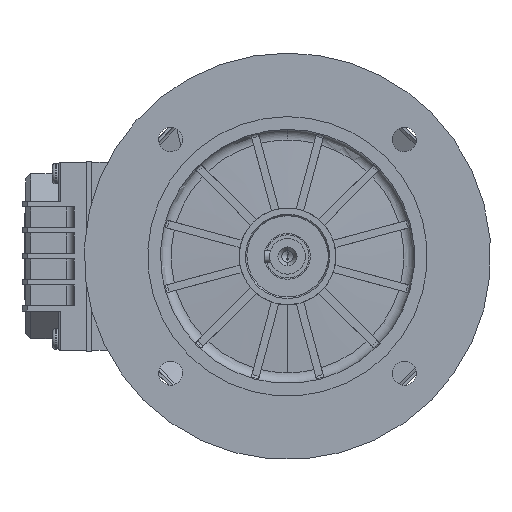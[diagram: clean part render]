
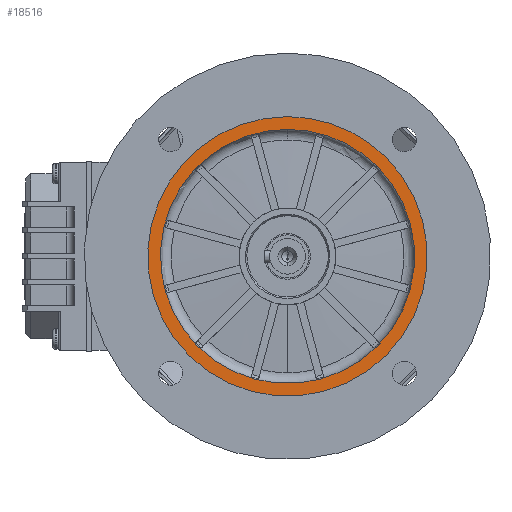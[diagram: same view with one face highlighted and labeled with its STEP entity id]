
A CAD part, left-side view. The second image highlights one B-rep face of the part: STEP entity #18516.
In plain terms, the highlighted planar face has unit normal (-1, 0, 0).
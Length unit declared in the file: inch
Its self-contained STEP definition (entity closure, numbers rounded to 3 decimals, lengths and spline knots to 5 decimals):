
#3293 = EDGE_LOOP ( 'NONE', ( #118461, #93074, #124420 ) ) ;
#6328 = CARTESIAN_POINT ( 'NONE',  ( -3.70079, 0., 0. ) ) ;
#7231 = CARTESIAN_POINT ( 'NONE',  ( -3.70079, 1.53114, -1.53114 ) ) ;
#10475 = VERTEX_POINT ( 'NONE', #35323 ) ;
#12773 = CIRCLE ( 'NONE', #69406, 2.16535 ) ;
#15833 = DIRECTION ( 'NONE',  ( 0., 0., 1. ) ) ;
#18516 = ADVANCED_FACE ( 'NONE', ( #42298, #22054 ), #33434, .T. ) ;
#20097 = ORIENTED_EDGE ( 'NONE', *, *, #49749, .F. ) ;
#22054 = FACE_BOUND ( 'NONE', #3293, .T. ) ;
#22210 = AXIS2_PLACEMENT_3D ( 'NONE', #103612, #26501, #121374 ) ;
#26047 = DIRECTION ( 'NONE',  ( 0., 0., 1. ) ) ;
#26501 = DIRECTION ( 'NONE',  ( 1., 0., 0. ) ) ;
#31417 = CIRCLE ( 'NONE', #120310, 1.9685 ) ;
#31658 = EDGE_CURVE ( 'NONE', #95020, #10475, #80682, .T. ) ;
#32814 = DIRECTION ( 'NONE',  ( 0., 0., 1. ) ) ;
#33434 = PLANE ( 'NONE',  #112347 ) ;
#34463 = EDGE_LOOP ( 'NONE', ( #111100, #20097, #81547 ) ) ;
#35323 = CARTESIAN_POINT ( 'NONE',  ( -3.70079, 0., 1.9685 ) ) ;
#36057 = DIRECTION ( 'NONE',  ( 1., 0., 0. ) ) ;
#36287 = AXIS2_PLACEMENT_3D ( 'NONE', #73494, #82360, #26047 ) ;
#36825 = CARTESIAN_POINT ( 'NONE',  ( -3.70079, 0., 2.16535 ) ) ;
#38830 = DIRECTION ( 'NONE',  ( 0., 0., 1. ) ) ;
#38931 = CIRCLE ( 'NONE', #109596, 2.16535 ) ;
#42298 = FACE_OUTER_BOUND ( 'NONE', #34463, .T. ) ;
#42932 = DIRECTION ( 'NONE',  ( 0., 0., 1. ) ) ;
#49749 = EDGE_CURVE ( 'NONE', #104194, #96957, #12773, .T. ) ;
#52545 = CIRCLE ( 'NONE', #22210, 1.9685 ) ;
#53018 = DIRECTION ( 'NONE',  ( -1., 0., 0. ) ) ;
#58440 = DIRECTION ( 'NONE',  ( 1., 0., 0. ) ) ;
#59191 = VERTEX_POINT ( 'NONE', #74840 ) ;
#62530 = CARTESIAN_POINT ( 'NONE',  ( -3.70079, 1.39194, 1.39194 ) ) ;
#69406 = AXIS2_PLACEMENT_3D ( 'NONE', #89380, #58440, #38830 ) ;
#73494 = CARTESIAN_POINT ( 'NONE',  ( -3.70079, 0., 0. ) ) ;
#74840 = CARTESIAN_POINT ( 'NONE',  ( -3.70079, -1.39194, 1.39194 ) ) ;
#75201 = EDGE_CURVE ( 'NONE', #117498, #104194, #114234, .T. ) ;
#77278 = CARTESIAN_POINT ( 'NONE',  ( -3.70079, 0., 0. ) ) ;
#80682 = CIRCLE ( 'NONE', #36287, 1.9685 ) ;
#81547 = ORIENTED_EDGE ( 'NONE', *, *, #75201, .F. ) ;
#82360 = DIRECTION ( 'NONE',  ( 1., 0., 0. ) ) ;
#85522 = EDGE_CURVE ( 'NONE', #96957, #117498, #38931, .T. ) ;
#85976 = AXIS2_PLACEMENT_3D ( 'NONE', #77278, #106333, #42932 ) ;
#89380 = CARTESIAN_POINT ( 'NONE',  ( -3.70079, 0., 0. ) ) ;
#93074 = ORIENTED_EDGE ( 'NONE', *, *, #31658, .T. ) ;
#95020 = VERTEX_POINT ( 'NONE', #110829 ) ;
#95305 = EDGE_CURVE ( 'NONE', #10475, #59191, #52545, .T. ) ;
#96957 = VERTEX_POINT ( 'NONE', #111313 ) ;
#102153 = DIRECTION ( 'NONE',  ( 0., 0., 1. ) ) ;
#103612 = CARTESIAN_POINT ( 'NONE',  ( -3.70079, 0., 0. ) ) ;
#104194 = VERTEX_POINT ( 'NONE', #36825 ) ;
#104569 = EDGE_CURVE ( 'NONE', #59191, #95020, #31417, .T. ) ;
#104651 = DIRECTION ( 'NONE',  ( 1., 0., 0. ) ) ;
#106333 = DIRECTION ( 'NONE',  ( 1., 0., 0. ) ) ;
#109596 = AXIS2_PLACEMENT_3D ( 'NONE', #112294, #104651, #102153 ) ;
#110829 = CARTESIAN_POINT ( 'NONE',  ( -3.70079, 1.39194, -1.39194 ) ) ;
#111100 = ORIENTED_EDGE ( 'NONE', *, *, #85522, .F. ) ;
#111313 = CARTESIAN_POINT ( 'NONE',  ( -3.70079, -1.53114, 1.53114 ) ) ;
#112294 = CARTESIAN_POINT ( 'NONE',  ( -3.70079, 0., 0. ) ) ;
#112347 = AXIS2_PLACEMENT_3D ( 'NONE', #62530, #53018, #32814 ) ;
#114234 = CIRCLE ( 'NONE', #85976, 2.16535 ) ;
#117498 = VERTEX_POINT ( 'NONE', #7231 ) ;
#118461 = ORIENTED_EDGE ( 'NONE', *, *, #104569, .T. ) ;
#120310 = AXIS2_PLACEMENT_3D ( 'NONE', #6328, #36057, #15833 ) ;
#121374 = DIRECTION ( 'NONE',  ( 0., 0., 1. ) ) ;
#124420 = ORIENTED_EDGE ( 'NONE', *, *, #95305, .T. ) ;
